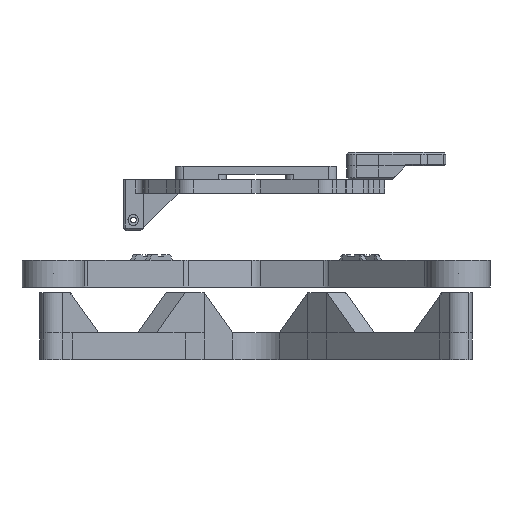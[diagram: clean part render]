
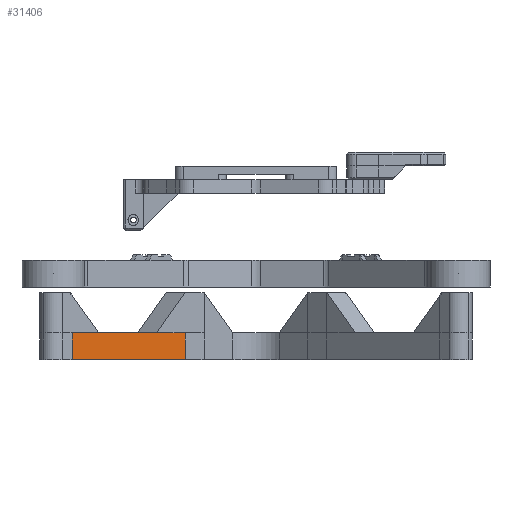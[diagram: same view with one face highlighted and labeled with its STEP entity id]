
A CAD part, left-side view. The second image highlights one B-rep face of the part: STEP entity #31406.
In plain terms, the highlighted planar face has unit normal (-0.707, -0.707, 0).
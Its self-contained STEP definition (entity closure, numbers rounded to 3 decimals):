
#28425 = VERTEX_POINT('',#28426);
#28426 = CARTESIAN_POINT('',(-33.482,26.41,0.));
#28440 = PLANE('',#28441);
#28441 = AXIS2_PLACEMENT_3D('',#28442,#28443,#28444);
#28442 = CARTESIAN_POINT('',(-40.603,40.603,0.));
#28443 = DIRECTION('',(0.,0.,1.));
#28444 = DIRECTION('',(1.,0.,0.));
#28466 = PLANE('',#28467);
#28467 = AXIS2_PLACEMENT_3D('',#28468,#28469,#28470);
#28468 = CARTESIAN_POINT('',(-7.071,0.,0.));
#28469 = DIRECTION('',(-0.707,-0.707,0.));
#28470 = DIRECTION('',(-0.707,0.707,0.));
#28531 = PLANE('',#28532);
#28532 = AXIS2_PLACEMENT_3D('',#28533,#28534,#28535);
#28533 = CARTESIAN_POINT('',(-26.41,19.339,0.));
#28534 = DIRECTION('',(-0.707,-0.707,0.));
#28535 = DIRECTION('',(-0.707,0.707,0.));
#28775 = PLANE('',#28776);
#28776 = AXIS2_PLACEMENT_3D('',#28777,#28778,#28779);
#28777 = CARTESIAN_POINT('',(-40.603,40.603,10.));
#28778 = DIRECTION('',(0.,0.,1.));
#28779 = DIRECTION('',(1.,0.,0.));
#29053 = VERTEX_POINT('',#29054);
#29054 = CARTESIAN_POINT('',(-44.081,37.01,10.));
#29863 = VERTEX_POINT('',#29864);
#29864 = CARTESIAN_POINT('',(-33.482,26.41,10.));
#29885 = EDGE_CURVE('',#28425,#29863,#29886,.T.);
#29886 = SURFACE_CURVE('',#29887,(#29891,#29898),.PCURVE_S1.);
#29887 = LINE('',#29888,#29889);
#29888 = CARTESIAN_POINT('',(-33.482,26.41,0.));
#29889 = VECTOR('',#29890,1.);
#29890 = DIRECTION('',(0.,0.,1.));
#29891 = PCURVE('',#28466,#29892);
#29892 = DEFINITIONAL_REPRESENTATION('',(#29893),#29897);
#29893 = LINE('',#29894,#29895);
#29894 = CARTESIAN_POINT('',(37.35,0.));
#29895 = VECTOR('',#29896,1.);
#29896 = DIRECTION('',(0.,-1.));
#29897 = ( GEOMETRIC_REPRESENTATION_CONTEXT(2) 
PARAMETRIC_REPRESENTATION_CONTEXT() REPRESENTATION_CONTEXT('2D SPACE',''
  ) );
#29898 = PCURVE('',#29899,#29904);
#29899 = PLANE('',#29900);
#29900 = AXIS2_PLACEMENT_3D('',#29901,#29902,#29903);
#29901 = CARTESIAN_POINT('',(-7.071,0.,0.));
#29902 = DIRECTION('',(-0.707,-0.707,0.));
#29903 = DIRECTION('',(-0.707,0.707,0.));
#29904 = DEFINITIONAL_REPRESENTATION('',(#29905),#29909);
#29905 = LINE('',#29906,#29907);
#29906 = CARTESIAN_POINT('',(37.35,0.));
#29907 = VECTOR('',#29908,1.);
#29908 = DIRECTION('',(0.,-1.));
#29909 = ( GEOMETRIC_REPRESENTATION_CONTEXT(2) 
PARAMETRIC_REPRESENTATION_CONTEXT() REPRESENTATION_CONTEXT('2D SPACE',''
  ) );
#29917 = VERTEX_POINT('',#29918);
#29918 = CARTESIAN_POINT('',(-75.66,68.589,0.));
#29944 = EDGE_CURVE('',#28425,#29917,#29945,.T.);
#29945 = SURFACE_CURVE('',#29946,(#29950,#29957),.PCURVE_S1.);
#29946 = LINE('',#29947,#29948);
#29947 = CARTESIAN_POINT('',(-7.071,0.,0.));
#29948 = VECTOR('',#29949,1.);
#29949 = DIRECTION('',(-0.707,0.707,0.));
#29950 = PCURVE('',#28440,#29951);
#29951 = DEFINITIONAL_REPRESENTATION('',(#29952),#29956);
#29952 = LINE('',#29953,#29954);
#29953 = CARTESIAN_POINT('',(33.532,-40.603));
#29954 = VECTOR('',#29955,1.);
#29955 = DIRECTION('',(-0.707,0.707));
#29956 = ( GEOMETRIC_REPRESENTATION_CONTEXT(2) 
PARAMETRIC_REPRESENTATION_CONTEXT() REPRESENTATION_CONTEXT('2D SPACE',''
  ) );
#29957 = PCURVE('',#29899,#29958);
#29958 = DEFINITIONAL_REPRESENTATION('',(#29959),#29963);
#29959 = LINE('',#29960,#29961);
#29960 = CARTESIAN_POINT('',(0.,0.));
#29961 = VECTOR('',#29962,1.);
#29962 = DIRECTION('',(1.,0.));
#29963 = ( GEOMETRIC_REPRESENTATION_CONTEXT(2) 
PARAMETRIC_REPRESENTATION_CONTEXT() REPRESENTATION_CONTEXT('2D SPACE',''
  ) );
#30025 = EDGE_CURVE('',#29863,#29053,#30026,.T.);
#30026 = SURFACE_CURVE('',#30027,(#30031,#30038),.PCURVE_S1.);
#30027 = LINE('',#30028,#30029);
#30028 = CARTESIAN_POINT('',(-7.071,0.,10.));
#30029 = VECTOR('',#30030,1.);
#30030 = DIRECTION('',(-0.707,0.707,0.));
#30031 = PCURVE('',#28531,#30032);
#30032 = DEFINITIONAL_REPRESENTATION('',(#30033),#30037);
#30033 = LINE('',#30034,#30035);
#30034 = CARTESIAN_POINT('',(-27.35,-10.));
#30035 = VECTOR('',#30036,1.);
#30036 = DIRECTION('',(1.,0.));
#30037 = ( GEOMETRIC_REPRESENTATION_CONTEXT(2) 
PARAMETRIC_REPRESENTATION_CONTEXT() REPRESENTATION_CONTEXT('2D SPACE',''
  ) );
#30038 = PCURVE('',#29899,#30039);
#30039 = DEFINITIONAL_REPRESENTATION('',(#30040),#30044);
#30040 = LINE('',#30041,#30042);
#30041 = CARTESIAN_POINT('',(0.,-10.));
#30042 = VECTOR('',#30043,1.);
#30043 = DIRECTION('',(1.,0.));
#30044 = ( GEOMETRIC_REPRESENTATION_CONTEXT(2) 
PARAMETRIC_REPRESENTATION_CONTEXT() REPRESENTATION_CONTEXT('2D SPACE',''
  ) );
#30247 = EDGE_CURVE('',#29053,#30248,#30250,.T.);
#30248 = VERTEX_POINT('',#30249);
#30249 = CARTESIAN_POINT('',(-65.761,58.69,10.));
#30250 = SURFACE_CURVE('',#30251,(#30255,#30262),.PCURVE_S1.);
#30251 = LINE('',#30252,#30253);
#30252 = CARTESIAN_POINT('',(-7.071,0.,10.));
#30253 = VECTOR('',#30254,1.);
#30254 = DIRECTION('',(-0.707,0.707,0.));
#30255 = PCURVE('',#28775,#30256);
#30256 = DEFINITIONAL_REPRESENTATION('',(#30257),#30261);
#30257 = LINE('',#30258,#30259);
#30258 = CARTESIAN_POINT('',(33.532,-40.603));
#30259 = VECTOR('',#30260,1.);
#30260 = DIRECTION('',(-0.707,0.707));
#30261 = ( GEOMETRIC_REPRESENTATION_CONTEXT(2) 
PARAMETRIC_REPRESENTATION_CONTEXT() REPRESENTATION_CONTEXT('2D SPACE',''
  ) );
#30262 = PCURVE('',#29899,#30263);
#30263 = DEFINITIONAL_REPRESENTATION('',(#30264),#30268);
#30264 = LINE('',#30265,#30266);
#30265 = CARTESIAN_POINT('',(0.,-10.));
#30266 = VECTOR('',#30267,1.);
#30267 = DIRECTION('',(1.,0.));
#30268 = ( GEOMETRIC_REPRESENTATION_CONTEXT(2) 
PARAMETRIC_REPRESENTATION_CONTEXT() REPRESENTATION_CONTEXT('2D SPACE',''
  ) );
#31406 = ADVANCED_FACE('',(#31407),#29899,.T.);
#31407 = FACE_BOUND('',#31408,.T.);
#31408 = EDGE_LOOP('',(#31409,#31410,#31438,#31464,#31465,#31466));
#31409 = ORIENTED_EDGE('',*,*,#30247,.T.);
#31410 = ORIENTED_EDGE('',*,*,#31411,.T.);
#31411 = EDGE_CURVE('',#30248,#31412,#31414,.T.);
#31412 = VERTEX_POINT('',#31413);
#31413 = CARTESIAN_POINT('',(-75.66,68.589,10.));
#31414 = SURFACE_CURVE('',#31415,(#31419,#31426),.PCURVE_S1.);
#31415 = LINE('',#31416,#31417);
#31416 = CARTESIAN_POINT('',(-7.071,0.,10.));
#31417 = VECTOR('',#31418,1.);
#31418 = DIRECTION('',(-0.707,0.707,0.));
#31419 = PCURVE('',#29899,#31420);
#31420 = DEFINITIONAL_REPRESENTATION('',(#31421),#31425);
#31421 = LINE('',#31422,#31423);
#31422 = CARTESIAN_POINT('',(0.,-10.));
#31423 = VECTOR('',#31424,1.);
#31424 = DIRECTION('',(1.,0.));
#31425 = ( GEOMETRIC_REPRESENTATION_CONTEXT(2) 
PARAMETRIC_REPRESENTATION_CONTEXT() REPRESENTATION_CONTEXT('2D SPACE',''
  ) );
#31426 = PCURVE('',#31427,#31432);
#31427 = PLANE('',#31428);
#31428 = AXIS2_PLACEMENT_3D('',#31429,#31430,#31431);
#31429 = CARTESIAN_POINT('',(-75.66,68.589,0.));
#31430 = DIRECTION('',(-0.707,-0.707,0.));
#31431 = DIRECTION('',(-0.707,0.707,0.));
#31432 = DEFINITIONAL_REPRESENTATION('',(#31433),#31437);
#31433 = LINE('',#31434,#31435);
#31434 = CARTESIAN_POINT('',(-97.,-10.));
#31435 = VECTOR('',#31436,1.);
#31436 = DIRECTION('',(1.,0.));
#31437 = ( GEOMETRIC_REPRESENTATION_CONTEXT(2) 
PARAMETRIC_REPRESENTATION_CONTEXT() REPRESENTATION_CONTEXT('2D SPACE',''
  ) );
#31438 = ORIENTED_EDGE('',*,*,#31439,.F.);
#31439 = EDGE_CURVE('',#29917,#31412,#31440,.T.);
#31440 = SURFACE_CURVE('',#31441,(#31445,#31452),.PCURVE_S1.);
#31441 = LINE('',#31442,#31443);
#31442 = CARTESIAN_POINT('',(-75.66,68.589,0.));
#31443 = VECTOR('',#31444,1.);
#31444 = DIRECTION('',(0.,0.,1.));
#31445 = PCURVE('',#29899,#31446);
#31446 = DEFINITIONAL_REPRESENTATION('',(#31447),#31451);
#31447 = LINE('',#31448,#31449);
#31448 = CARTESIAN_POINT('',(97.,0.));
#31449 = VECTOR('',#31450,1.);
#31450 = DIRECTION('',(0.,-1.));
#31451 = ( GEOMETRIC_REPRESENTATION_CONTEXT(2) 
PARAMETRIC_REPRESENTATION_CONTEXT() REPRESENTATION_CONTEXT('2D SPACE',''
  ) );
#31452 = PCURVE('',#31453,#31458);
#31453 = PLANE('',#31454);
#31454 = AXIS2_PLACEMENT_3D('',#31455,#31456,#31457);
#31455 = CARTESIAN_POINT('',(-7.071,0.,0.));
#31456 = DIRECTION('',(-0.707,-0.707,0.));
#31457 = DIRECTION('',(-0.707,0.707,0.));
#31458 = DEFINITIONAL_REPRESENTATION('',(#31459),#31463);
#31459 = LINE('',#31460,#31461);
#31460 = CARTESIAN_POINT('',(97.,0.));
#31461 = VECTOR('',#31462,1.);
#31462 = DIRECTION('',(0.,-1.));
#31463 = ( GEOMETRIC_REPRESENTATION_CONTEXT(2) 
PARAMETRIC_REPRESENTATION_CONTEXT() REPRESENTATION_CONTEXT('2D SPACE',''
  ) );
#31464 = ORIENTED_EDGE('',*,*,#29944,.F.);
#31465 = ORIENTED_EDGE('',*,*,#29885,.T.);
#31466 = ORIENTED_EDGE('',*,*,#30025,.T.);
